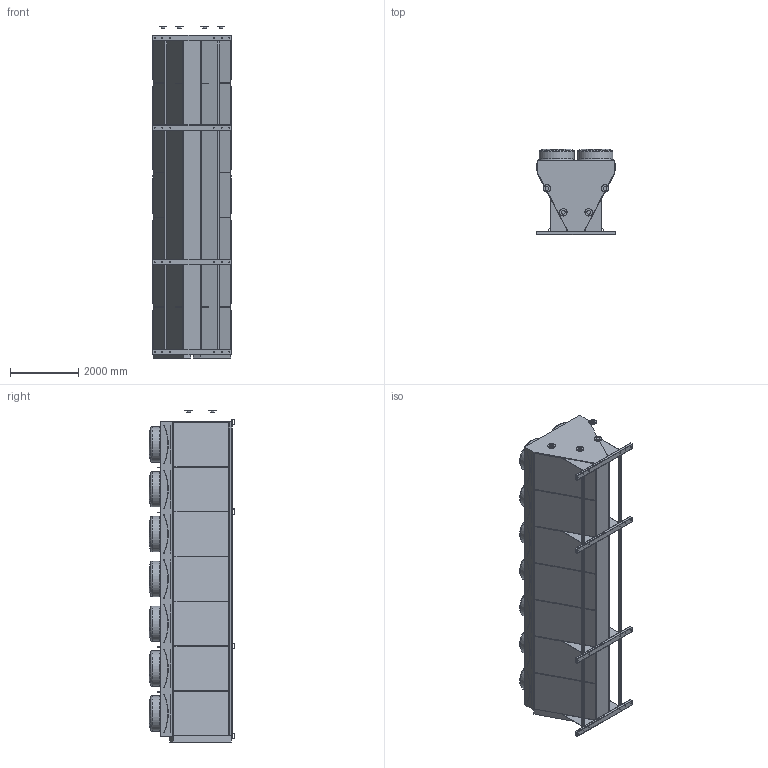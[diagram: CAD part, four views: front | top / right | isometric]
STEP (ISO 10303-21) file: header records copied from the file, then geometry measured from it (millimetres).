
FILE_DESCRIPTION (( 'STEP AP203' ), '1' );
FILE_NAME ('VDDY7M_2R48N.STEP', '2018-10-08T14:36:59', ( 'Alfa Laval' ), ( 'Alfa Laval' ), 'SwSTEP 2.0', 'SolidWorks 2016', '' );
FILE_SCHEMA (( 'CONFIG_CONTROL_DESIGN' ));
Length unit declared in the file: millimetre
Products named in the file (3): V-TYPE2_LIGHT_VDDY_FLANGE_SS_2R_2P; VDDY7M_2R48N; V-TYPE2_LIGHT_BODY_7MOD-SS
Assembly tree (2 placements, depth 2):
  VDDY7M_2R48N
    V-TYPE2_LIGHT_BODY_7MOD-SS
    V-TYPE2_LIGHT_VDDY_FLANGE_SS_2R_2P
Bounding box: 2280.43 x 2494.62 x 9697.5 mm (x, y, z)
Volume: 32999267166.8 mm3; surface area: 115094369.5 mm2
Topology: 13 solids, 13 shells, 1558 faces, 3694 edges, 2324 vertices
Faces by surface type: cylinder 688, plane 526, torus 218, sphere 112, cone 14
Full cylindrical faces by diameter (mm): 1 x56, 20 x48, 40 x8, 100 x14, 108 x8, 220 x4, 1032 x14
Entity records: 43875 total; most frequent: DIRECTION 8422, CARTESIAN_POINT 7169, ORIENTED_EDGE 6676, AXIS2_PLACEMENT_3D 3521, EDGE_CURVE 3338, VERTEX_POINT 2268, EDGE_LOOP 2164, CIRCLE 1958
